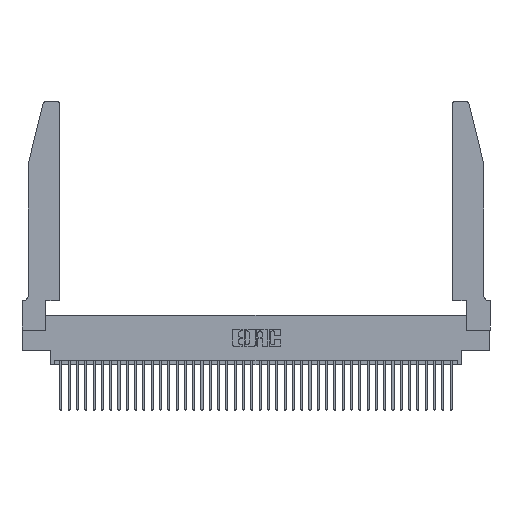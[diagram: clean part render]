
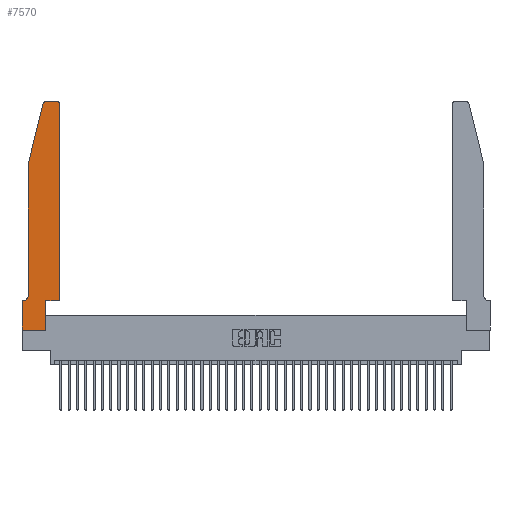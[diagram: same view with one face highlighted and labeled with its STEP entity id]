
A CAD part, top view. The second image highlights one B-rep face of the part: STEP entity #7570.
In plain terms, the highlighted planar face has unit normal (0, 0, 1).
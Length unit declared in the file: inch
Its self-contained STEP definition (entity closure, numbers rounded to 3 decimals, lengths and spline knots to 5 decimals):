
#105 = VERTEX_POINT ( 'NONE', #28482 ) ;
#1003 = ORIENTED_EDGE ( 'NONE', *, *, #2541, .T. ) ;
#1047 = EDGE_CURVE ( 'NONE', #27062, #40461, #22622, .T. ) ;
#1062 = VERTEX_POINT ( 'NONE', #7569 ) ;
#1112 = CARTESIAN_POINT ( 'NONE',  ( 0.0755, 2., 0.37 ) ) ;
#1179 = EDGE_LOOP ( 'NONE', ( #14508, #22349, #6141, #1003, #11883, #30712, #36864, #27354, #29847, #16764, #38080, #16039 ) ) ;
#1614 = CARTESIAN_POINT ( 'NONE',  ( 0.4205, 2.75, 0.37 ) ) ;
#2030 = CARTESIAN_POINT ( 'NONE',  ( 0.4205, 2.72, 0.37 ) ) ;
#2541 = EDGE_CURVE ( 'NONE', #34434, #27062, #38620, .T. ) ;
#2828 = DIRECTION ( 'NONE',  ( -1., 0., 0. ) ) ;
#2831 = VECTOR ( 'NONE', #11255, 39.37008 ) ;
#2835 = CARTESIAN_POINT ( 'NONE',  ( 0.25487, 2.72718, 0.37 ) ) ;
#2994 = EDGE_CURVE ( 'NONE', #16515, #4123, #27439, .T. ) ;
#3285 = CARTESIAN_POINT ( 'NONE',  ( 0.2865, 0.35, 0.37 ) ) ;
#3464 = AXIS2_PLACEMENT_3D ( 'NONE', #36355, #20696, #14066 ) ;
#3545 = EDGE_CURVE ( 'NONE', #13458, #36077, #13293, .T. ) ;
#3600 = VERTEX_POINT ( 'NONE', #2835 ) ;
#3667 = DIRECTION ( 'NONE',  ( -0.239, -0.971, 0. ) ) ;
#3788 = CARTESIAN_POINT ( 'NONE',  ( 0., 0., 0.37 ) ) ;
#3920 = AXIS2_PLACEMENT_3D ( 'NONE', #2030, #40709, #34222 ) ;
#4123 = VERTEX_POINT ( 'NONE', #8934 ) ;
#4318 = EDGE_CURVE ( 'NONE', #3600, #34434, #8248, .T. ) ;
#5435 = CARTESIAN_POINT ( 'NONE',  ( 0., 0.35, 0.37 ) ) ;
#6141 = ORIENTED_EDGE ( 'NONE', *, *, #4318, .T. ) ;
#7193 = CARTESIAN_POINT ( 'NONE',  ( 0.0755, 2., 0.37 ) ) ;
#7569 = CARTESIAN_POINT ( 'NONE',  ( 0.284, 2.75, 0.37 ) ) ;
#7570 = ADVANCED_FACE ( 'NONE', ( #41472 ), #31133, .T. ) ;
#7820 = VECTOR ( 'NONE', #2828, 39.37008 ) ;
#7927 = VECTOR ( 'NONE', #23567, 39.37008 ) ;
#8167 = CARTESIAN_POINT ( 'NONE',  ( 0., 0., 0.37 ) ) ;
#8248 = LINE ( 'NONE', #1112, #15804 ) ;
#8934 = CARTESIAN_POINT ( 'NONE',  ( 0.2865, 0.35, 0.37 ) ) ;
#11255 = DIRECTION ( 'NONE',  ( 1., 0., 0. ) ) ;
#11622 = CIRCLE ( 'NONE', #26395, 0.03 ) ;
#11883 = ORIENTED_EDGE ( 'NONE', *, *, #1047, .T. ) ;
#12135 = VERTEX_POINT ( 'NONE', #23329 ) ;
#12576 = DIRECTION ( 'NONE',  ( 0., -1., 0. ) ) ;
#12623 = CARTESIAN_POINT ( 'NONE',  ( 0., 0., 0.37 ) ) ;
#13293 = LINE ( 'NONE', #12623, #16821 ) ;
#13457 = CARTESIAN_POINT ( 'NONE',  ( 0.2865, 0., 0.37 ) ) ;
#13458 = VERTEX_POINT ( 'NONE', #24261 ) ;
#14066 = DIRECTION ( 'NONE',  ( -1., 0., 0. ) ) ;
#14384 = VECTOR ( 'NONE', #28909, 39.37008 ) ;
#14468 = EDGE_CURVE ( 'NONE', #12135, #105, #15840, .T. ) ;
#14508 = ORIENTED_EDGE ( 'NONE', *, *, #34871, .T. ) ;
#15422 = DIRECTION ( 'NONE',  ( -1., 0., 0. ) ) ;
#15804 = VECTOR ( 'NONE', #3667, 39.37008 ) ;
#15840 = LINE ( 'NONE', #28131, #20916 ) ;
#15982 = DIRECTION ( 'NONE',  ( 1., 0., 0. ) ) ;
#16039 = ORIENTED_EDGE ( 'NONE', *, *, #26248, .T. ) ;
#16515 = VERTEX_POINT ( 'NONE', #13457 ) ;
#16764 = ORIENTED_EDGE ( 'NONE', *, *, #30394, .T. ) ;
#16821 = VECTOR ( 'NONE', #12576, 39.37008 ) ;
#16862 = LINE ( 'NONE', #28694, #7820 ) ;
#19144 = EDGE_CURVE ( 'NONE', #36077, #16515, #29611, .T. ) ;
#19523 = LINE ( 'NONE', #32763, #7927 ) ;
#19758 = DIRECTION ( 'NONE',  ( 0., 1., 0. ) ) ;
#20696 = DIRECTION ( 'NONE',  ( 0., 0., -1. ) ) ;
#20916 = VECTOR ( 'NONE', #31418, 39.37008 ) ;
#22349 = ORIENTED_EDGE ( 'NONE', *, *, #28552, .T. ) ;
#22622 = CIRCLE ( 'NONE', #3464, 0.07 ) ;
#22635 = DIRECTION ( 'NONE',  ( 0., 0., 1. ) ) ;
#23329 = CARTESIAN_POINT ( 'NONE',  ( 0.4505, 0.35, 0.37 ) ) ;
#23567 = DIRECTION ( 'NONE',  ( 1., 0., 0. ) ) ;
#24011 = AXIS2_PLACEMENT_3D ( 'NONE', #5435, #22635, #15982 ) ;
#24261 = CARTESIAN_POINT ( 'NONE',  ( 0., 0.35, 0.37 ) ) ;
#26091 = VERTEX_POINT ( 'NONE', #1614 ) ;
#26248 = EDGE_CURVE ( 'NONE', #105, #26091, #28359, .T. ) ;
#26395 = AXIS2_PLACEMENT_3D ( 'NONE', #26836, #26988, #36752 ) ;
#26836 = CARTESIAN_POINT ( 'NONE',  ( 0.284, 2.72, 0.37 ) ) ;
#26988 = DIRECTION ( 'NONE',  ( 0., 0., 1. ) ) ;
#27062 = VERTEX_POINT ( 'NONE', #41342 ) ;
#27354 = ORIENTED_EDGE ( 'NONE', *, *, #19144, .T. ) ;
#27439 = LINE ( 'NONE', #3285, #30520 ) ;
#28131 = CARTESIAN_POINT ( 'NONE',  ( 0.4505, 0.35, 0.37 ) ) ;
#28359 = CIRCLE ( 'NONE', #3920, 0.03 ) ;
#28482 = CARTESIAN_POINT ( 'NONE',  ( 0.4505, 2.72, 0.37 ) ) ;
#28552 = EDGE_CURVE ( 'NONE', #1062, #3600, #11622, .T. ) ;
#28694 = CARTESIAN_POINT ( 'NONE',  ( 0.2605, 2.75, 0.37 ) ) ;
#28838 = EDGE_CURVE ( 'NONE', #40461, #13458, #36876, .T. ) ;
#28909 = DIRECTION ( 'NONE',  ( 0., -1., 0. ) ) ;
#29566 = CARTESIAN_POINT ( 'NONE',  ( 0.0055, 0.35, 0.37 ) ) ;
#29611 = LINE ( 'NONE', #8167, #2831 ) ;
#29847 = ORIENTED_EDGE ( 'NONE', *, *, #2994, .T. ) ;
#30394 = EDGE_CURVE ( 'NONE', #4123, #12135, #19523, .T. ) ;
#30520 = VECTOR ( 'NONE', #19758, 39.37008 ) ;
#30712 = ORIENTED_EDGE ( 'NONE', *, *, #28838, .T. ) ;
#31133 = PLANE ( 'NONE',  #24011 ) ;
#31418 = DIRECTION ( 'NONE',  ( 0., 1., 0. ) ) ;
#32763 = CARTESIAN_POINT ( 'NONE',  ( 0.4505, 0.35, 0.37 ) ) ;
#34222 = DIRECTION ( 'NONE',  ( 1., 0., 0. ) ) ;
#34434 = VERTEX_POINT ( 'NONE', #7193 ) ;
#34769 = CARTESIAN_POINT ( 'NONE',  ( 0.0755, 0.35, 0.37 ) ) ;
#34871 = EDGE_CURVE ( 'NONE', #26091, #1062, #16862, .T. ) ;
#36077 = VERTEX_POINT ( 'NONE', #3788 ) ;
#36355 = CARTESIAN_POINT ( 'NONE',  ( 0.0055, 0.42, 0.37 ) ) ;
#36752 = DIRECTION ( 'NONE',  ( 1., 0., 0. ) ) ;
#36864 = ORIENTED_EDGE ( 'NONE', *, *, #3545, .T. ) ;
#36876 = LINE ( 'NONE', #34769, #39377 ) ;
#38080 = ORIENTED_EDGE ( 'NONE', *, *, #14468, .T. ) ;
#38620 = LINE ( 'NONE', #39599, #14384 ) ;
#39377 = VECTOR ( 'NONE', #15422, 39.37008 ) ;
#39599 = CARTESIAN_POINT ( 'NONE',  ( 0.0755, 2., 0.37 ) ) ;
#40461 = VERTEX_POINT ( 'NONE', #29566 ) ;
#40709 = DIRECTION ( 'NONE',  ( 0., 0., 1. ) ) ;
#41342 = CARTESIAN_POINT ( 'NONE',  ( 0.0755, 0.42, 0.37 ) ) ;
#41472 = FACE_OUTER_BOUND ( 'NONE', #1179, .T. ) ;
